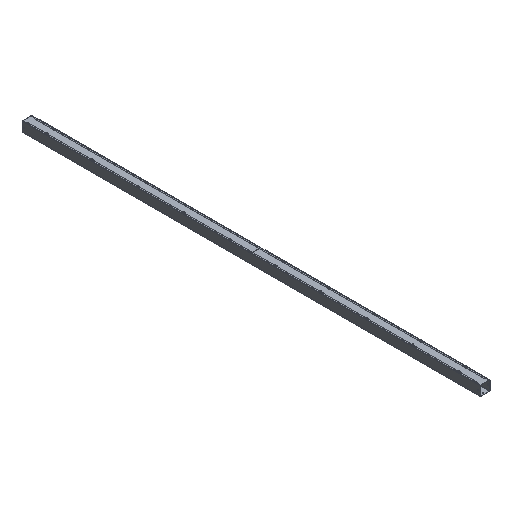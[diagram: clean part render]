
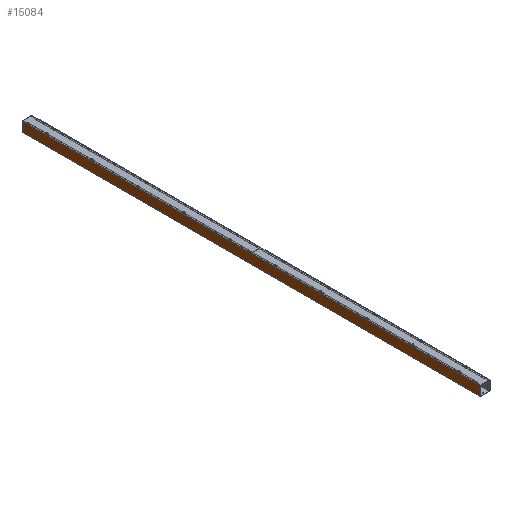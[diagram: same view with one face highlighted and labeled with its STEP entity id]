
A CAD part, isometric view. The second image highlights one B-rep face of the part: STEP entity #15084.
In plain terms, the highlighted planar face has unit normal (-1, 0, 0).
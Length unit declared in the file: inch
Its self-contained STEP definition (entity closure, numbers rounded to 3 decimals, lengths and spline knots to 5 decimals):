
#966 = EDGE_CURVE ( 'NONE', #5783, #4849, #16562, .T. ) ;
#969 = EDGE_CURVE ( 'NONE', #19582, #18514, #11041, .T. ) ;
#1152 = ORIENTED_EDGE ( 'NONE', *, *, #16222, .T. ) ;
#1179 = DIRECTION ( 'NONE',  ( 0., 0., 1. ) ) ;
#1629 = EDGE_LOOP ( 'NONE', ( #1152, #20815, #17110, #16546 ) ) ;
#1821 = DIRECTION ( 'NONE',  ( 0., -1., 0. ) ) ;
#2537 = FACE_OUTER_BOUND ( 'NONE', #1629, .T. ) ;
#2827 = EDGE_CURVE ( 'NONE', #6925, #10512, #12646, .T. ) ;
#3041 = ORIENTED_EDGE ( 'NONE', *, *, #2827, .T. ) ;
#3547 = DIRECTION ( 'NONE',  ( 1., 0., 0. ) ) ;
#3703 = CARTESIAN_POINT ( 'NONE',  ( -1.307, 60., 2.471 ) ) ;
#4376 = CARTESIAN_POINT ( 'NONE',  ( -1.307, 60., 0.057 ) ) ;
#4386 = DIRECTION ( 'NONE',  ( -1., 0., 0. ) ) ;
#4591 = VERTEX_POINT ( 'NONE', #3703 ) ;
#4678 = CARTESIAN_POINT ( 'NONE',  ( -1.307, 59.5, 1.2785 ) ) ;
#4849 = VERTEX_POINT ( 'NONE', #23484 ) ;
#5783 = VERTEX_POINT ( 'NONE', #22272 ) ;
#6344 = PLANE ( 'NONE',  #22348 ) ;
#6925 = VERTEX_POINT ( 'NONE', #13773 ) ;
#7113 = DIRECTION ( 'NONE',  ( 0., 0., 1. ) ) ;
#8165 = DIRECTION ( 'NONE',  ( 0., 0., 1. ) ) ;
#8198 = VERTEX_POINT ( 'NONE', #14339 ) ;
#8199 = CARTESIAN_POINT ( 'NONE',  ( -1.307, -60., 0.086 ) ) ;
#8819 = CARTESIAN_POINT ( 'NONE',  ( -1.307, 60., 0.086 ) ) ;
#9130 = DIRECTION ( 'NONE',  ( 0., 0., 1. ) ) ;
#9213 = EDGE_LOOP ( 'NONE', ( #3041, #12197 ) ) ;
#10347 = ORIENTED_EDGE ( 'NONE', *, *, #15550, .T. ) ;
#10512 = VERTEX_POINT ( 'NONE', #17958 ) ;
#10953 = EDGE_LOOP ( 'NONE', ( #12460, #10347 ) ) ;
#11041 = LINE ( 'NONE', #18676, #18933 ) ;
#11886 = DIRECTION ( 'NONE',  ( 0., 0., 1. ) ) ;
#12197 = ORIENTED_EDGE ( 'NONE', *, *, #18592, .T. ) ;
#12460 = ORIENTED_EDGE ( 'NONE', *, *, #966, .T. ) ;
#12611 = DIRECTION ( 'NONE',  ( 1., 0., 0. ) ) ;
#12646 = CIRCLE ( 'NONE', #16574, 0.133 ) ;
#12837 = VECTOR ( 'NONE', #23134, 39.37008 ) ;
#13724 = FACE_BOUND ( 'NONE', #10953, .T. ) ;
#13773 = CARTESIAN_POINT ( 'NONE',  ( -1.307, 59.5, 1.4115 ) ) ;
#13777 = LINE ( 'NONE', #23610, #12837 ) ;
#14339 = CARTESIAN_POINT ( 'NONE',  ( -1.307, -60., 2.471 ) ) ;
#14457 = VECTOR ( 'NONE', #17528, 39.37008 ) ;
#15084 = ADVANCED_FACE ( 'NONE', ( #2537, #13724, #21250 ), #6344, .T. ) ;
#15177 = DIRECTION ( 'NONE',  ( 1., 0., 0. ) ) ;
#15550 = EDGE_CURVE ( 'NONE', #4849, #5783, #22706, .T. ) ;
#15773 = EDGE_CURVE ( 'NONE', #18514, #8198, #20580, .T. ) ;
#16023 = AXIS2_PLACEMENT_3D ( 'NONE', #23404, #21222, #8165 ) ;
#16222 = EDGE_CURVE ( 'NONE', #4591, #19582, #21112, .T. ) ;
#16538 = CARTESIAN_POINT ( 'NONE',  ( -1.307, 59.5, 1.2785 ) ) ;
#16546 = ORIENTED_EDGE ( 'NONE', *, *, #16631, .F. ) ;
#16562 = CIRCLE ( 'NONE', #21291, 0.133 ) ;
#16574 = AXIS2_PLACEMENT_3D ( 'NONE', #4678, #15177, #19682 ) ;
#16631 = EDGE_CURVE ( 'NONE', #4591, #8198, #13777, .T. ) ;
#16820 = VECTOR ( 'NONE', #9130, 39.37008 ) ;
#17110 = ORIENTED_EDGE ( 'NONE', *, *, #15773, .T. ) ;
#17528 = DIRECTION ( 'NONE',  ( 0., 0., -1. ) ) ;
#17958 = CARTESIAN_POINT ( 'NONE',  ( -1.307, 59.5, 1.1455 ) ) ;
#18481 = CARTESIAN_POINT ( 'NONE',  ( -1.307, -60., 0.057 ) ) ;
#18514 = VERTEX_POINT ( 'NONE', #8199 ) ;
#18592 = EDGE_CURVE ( 'NONE', #10512, #6925, #23256, .T. ) ;
#18676 = CARTESIAN_POINT ( 'NONE',  ( -1.307, 60., 0.086 ) ) ;
#18933 = VECTOR ( 'NONE', #1821, 39.37008 ) ;
#19582 = VERTEX_POINT ( 'NONE', #8819 ) ;
#19682 = DIRECTION ( 'NONE',  ( 0., 0., 1. ) ) ;
#20580 = LINE ( 'NONE', #18481, #16820 ) ;
#20815 = ORIENTED_EDGE ( 'NONE', *, *, #969, .T. ) ;
#21112 = LINE ( 'NONE', #4376, #14457 ) ;
#21222 = DIRECTION ( 'NONE',  ( 1., 0., 0. ) ) ;
#21250 = FACE_BOUND ( 'NONE', #9213, .T. ) ;
#21291 = AXIS2_PLACEMENT_3D ( 'NONE', #22495, #3547, #7113 ) ;
#22272 = CARTESIAN_POINT ( 'NONE',  ( -1.307, -59.5, 1.4115 ) ) ;
#22348 = AXIS2_PLACEMENT_3D ( 'NONE', #23077, #4386, #11886 ) ;
#22495 = CARTESIAN_POINT ( 'NONE',  ( -1.307, -59.5, 1.2785 ) ) ;
#22706 = CIRCLE ( 'NONE', #16023, 0.133 ) ;
#22861 = AXIS2_PLACEMENT_3D ( 'NONE', #16538, #12611, #1179 ) ;
#23077 = CARTESIAN_POINT ( 'NONE',  ( -1.307, 60., 0.047 ) ) ;
#23134 = DIRECTION ( 'NONE',  ( 0., -1., 0. ) ) ;
#23256 = CIRCLE ( 'NONE', #22861, 0.133 ) ;
#23404 = CARTESIAN_POINT ( 'NONE',  ( -1.307, -59.5, 1.2785 ) ) ;
#23484 = CARTESIAN_POINT ( 'NONE',  ( -1.307, -59.5, 1.1455 ) ) ;
#23610 = CARTESIAN_POINT ( 'NONE',  ( -1.307, -60., 2.471 ) ) ;
